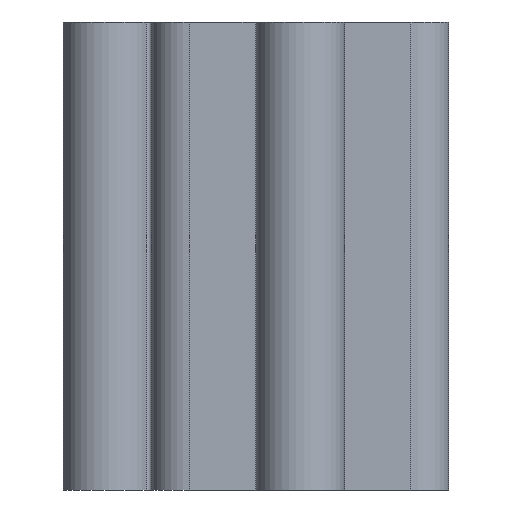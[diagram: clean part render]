
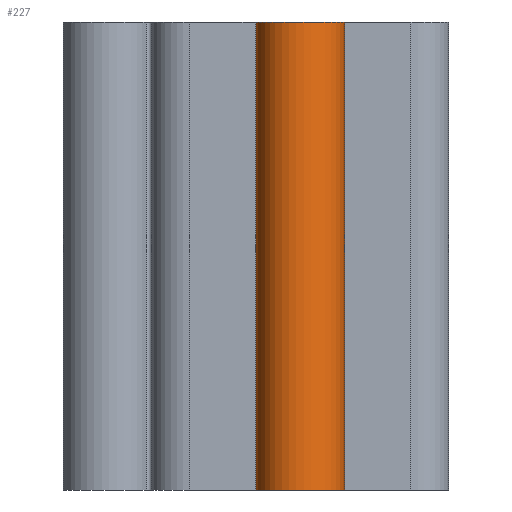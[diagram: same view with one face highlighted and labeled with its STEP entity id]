
A CAD part, left-side view. The second image highlights one B-rep face of the part: STEP entity #227.
In plain terms, the highlighted cylindrical face has radius 2.983 mm (diameter 5.967 mm), a partial arc.
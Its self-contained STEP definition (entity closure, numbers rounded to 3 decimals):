
#227 = ADVANCED_FACE( '', ( #469 ), #470, .T. );
#469 = FACE_OUTER_BOUND( '', #718, .T. );
#470 = CYLINDRICAL_SURFACE( '', #719, 2.984 );
#718 = EDGE_LOOP( '', ( #1394, #1395, #1396, #1397 ) );
#719 = AXIS2_PLACEMENT_3D( '', #1398, #1399, #1400 );
#1394 = ORIENTED_EDGE( '', *, *, #1623, .T. );
#1395 = ORIENTED_EDGE( '', *, *, #1816, .F. );
#1396 = ORIENTED_EDGE( '', *, *, #1696, .F. );
#1397 = ORIENTED_EDGE( '', *, *, #1746, .T. );
#1398 = CARTESIAN_POINT( '', ( -99.984, 10., 15.75 ) );
#1399 = DIRECTION( '', ( 0., 0., 1. ) );
#1400 = DIRECTION( '', ( -1., 0., 0. ) );
#1623 = EDGE_CURVE( '', #1994, #1992, #1995, .T. );
#1696 = EDGE_CURVE( '', #2119, #2121, #2122, .T. );
#1746 = EDGE_CURVE( '', #2119, #1994, #2190, .T. );
#1816 = EDGE_CURVE( '', #2121, #1992, #2269, .T. );
#1992 = VERTEX_POINT( '', #2619 );
#1994 = VERTEX_POINT( '', #2621 );
#1995 = CIRCLE( '', #2622, 2.984 );
#2119 = VERTEX_POINT( '', #2781 );
#2121 = VERTEX_POINT( '', #2783 );
#2122 = CIRCLE( '', #2784, 2.984 );
#2190 = LINE( '', #2876, #2877 );
#2269 = LINE( '', #3122, #3123 );
#2619 = CARTESIAN_POINT( '', ( -97.375, 8.552, -15.75 ) );
#2621 = CARTESIAN_POINT( '', ( -97.375, 11.448, -15.75 ) );
#2622 = AXIS2_PLACEMENT_3D( '', #3259, #3260, #3261 );
#2781 = CARTESIAN_POINT( '', ( -97.375, 11.448, 15.75 ) );
#2783 = CARTESIAN_POINT( '', ( -97.375, 8.552, 15.75 ) );
#2784 = AXIS2_PLACEMENT_3D( '', #3405, #3406, #3407 );
#2876 = CARTESIAN_POINT( '', ( -97.375, 11.448, 15.75 ) );
#2877 = VECTOR( '', #3468, 1000. );
#3122 = CARTESIAN_POINT( '', ( -97.375, 8.552, 15.75 ) );
#3123 = VECTOR( '', #3520, 1000. );
#3259 = CARTESIAN_POINT( '', ( -99.984, 10., -15.75 ) );
#3260 = DIRECTION( '', ( 0., 0., 1. ) );
#3261 = DIRECTION( '', ( 1., 0., 0. ) );
#3405 = CARTESIAN_POINT( '', ( -99.984, 10., 15.75 ) );
#3406 = DIRECTION( '', ( 0., 0., 1. ) );
#3407 = DIRECTION( '', ( 1., 0., 0. ) );
#3468 = DIRECTION( '', ( 0., 0., -1. ) );
#3520 = DIRECTION( '', ( 0., 0., -1. ) );
